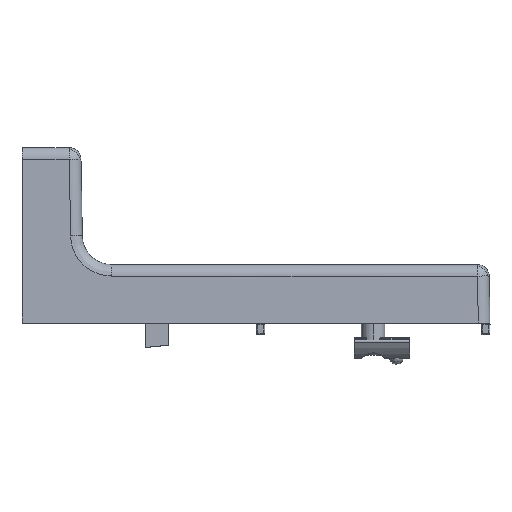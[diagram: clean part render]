
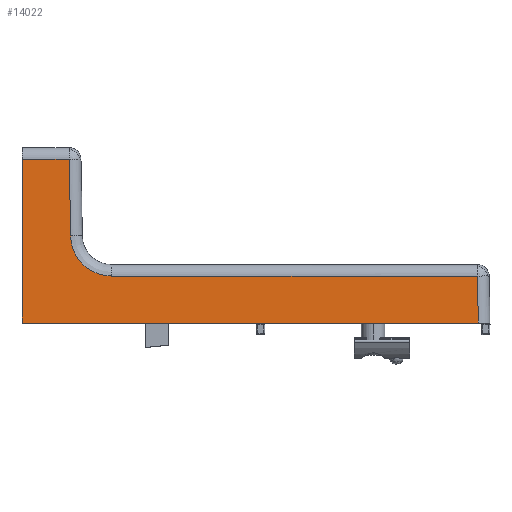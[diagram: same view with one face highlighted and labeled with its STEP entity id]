
A CAD part, top view. The second image highlights one B-rep face of the part: STEP entity #14022.
In plain terms, the highlighted planar face has unit normal (0, 0.018, 1).
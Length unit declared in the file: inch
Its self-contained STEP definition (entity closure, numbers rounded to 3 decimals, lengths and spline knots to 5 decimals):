
#106 = CARTESIAN_POINT ( 'NONE',  ( 0.70508, 0.94459, 0.73154 ) ) ;
#218 = CARTESIAN_POINT ( 'NONE',  ( 0.66165, 1.07403, 0.72928 ) ) ;
#361 = VECTOR ( 'NONE', #5928, 39.37008 ) ;
#1222 = LINE ( 'NONE', #21607, #361 ) ;
#1488 = PLANE ( 'NONE',  #23505 ) ;
#1499 = VECTOR ( 'NONE', #19160, 39.37008 ) ;
#1568 = ORIENTED_EDGE ( 'NONE', *, *, #30168, .F. ) ;
#2058 = ORIENTED_EDGE ( 'NONE', *, *, #32901, .T. ) ;
#2489 = CARTESIAN_POINT ( 'NONE',  ( 6.13071, 0.63267, 0.73699 ) ) ;
#2512 = CARTESIAN_POINT ( 'NONE',  ( 1.02988, 0.66003, 0.73651 ) ) ;
#2621 = CARTESIAN_POINT ( 'NONE',  ( 0.87146, 0.74101, 0.7351 ) ) ;
#2729 = CARTESIAN_POINT ( 'NONE',  ( 0.69522, 0.96658, 0.73116 ) ) ;
#2859 = CARTESIAN_POINT ( 'NONE',  ( 0.65126, 1.14084, 0.72812 ) ) ;
#3616 = CARTESIAN_POINT ( 'NONE',  ( 6.29921, 0., 0.74803 ) ) ;
#3788 = CARTESIAN_POINT ( 'NONE',  ( 0.63265, 2.20747, 0.7095 ) ) ;
#4063 = CARTESIAN_POINT ( 'NONE',  ( 0.65068, 1.17423, 0.72754 ) ) ;
#4116 = DIRECTION ( 'NONE',  ( 0., 0.017, 1. ) ) ;
#5093 = CARTESIAN_POINT ( 'NONE',  ( 1.00808, 0.66782, 0.73637 ) ) ;
#5208 = CARTESIAN_POINT ( 'NONE',  ( 0.80205, 0.80389, 0.734 ) ) ;
#5313 = CARTESIAN_POINT ( 'NONE',  ( 0.69299, 0.97188, 0.73107 ) ) ;
#5428 = CARTESIAN_POINT ( 'NONE',  ( 0., 2.20747, 0.7095 ) ) ;
#5731 = VERTEX_POINT ( 'NONE', #19911 ) ;
#5928 = DIRECTION ( 'NONE',  ( -1., 0., 0. ) ) ;
#6449 = LINE ( 'NONE', #27688, #20239 ) ;
#6482 = LINE ( 'NONE', #5428, #13330 ) ;
#6892 = EDGE_CURVE ( 'NONE', #5731, #9276, #6482, .T. ) ;
#7601 = CARTESIAN_POINT ( 'NONE',  ( 1.16015, 0.6338, 0.73697 ) ) ;
#7707 = CARTESIAN_POINT ( 'NONE',  ( 1.00292, 0.66979, 0.73634 ) ) ;
#7823 = CARTESIAN_POINT ( 'NONE',  ( 0.76282, 0.85027, 0.73319 ) ) ;
#7932 = CARTESIAN_POINT ( 'NONE',  ( 0.68538, 0.99035, 0.73074 ) ) ;
#9276 = VERTEX_POINT ( 'NONE', #28170 ) ;
#10197 = CARTESIAN_POINT ( 'NONE',  ( 1.11681, 0.63923, 0.73687 ) ) ;
#10308 = CARTESIAN_POINT ( 'NONE',  ( 0.98372, 0.6773, 0.73621 ) ) ;
#10412 = CARTESIAN_POINT ( 'NONE',  ( 0.74915, 0.86931, 0.73286 ) ) ;
#10426 = CARTESIAN_POINT ( 'NONE',  ( 1.20178, 0.63267, 0.73699 ) ) ;
#10526 = CARTESIAN_POINT ( 'NONE',  ( 0.66826, 1.04492, 0.72979 ) ) ;
#10907 = EDGE_CURVE ( 'NONE', #16175, #11254, #1222, .T. ) ;
#11254 = VERTEX_POINT ( 'NONE', #10426 ) ;
#11566 = ORIENTED_EDGE ( 'NONE', *, *, #28494, .T. ) ;
#12122 = DIRECTION ( 'NONE',  ( 0.017, -1., 0.017 ) ) ;
#12521 = FACE_OUTER_BOUND ( 'NONE', #22324, .T. ) ;
#12822 = CARTESIAN_POINT ( 'NONE',  ( 1.10653, 0.64096, 0.73684 ) ) ;
#12923 = CARTESIAN_POINT ( 'NONE',  ( 0.93048, 0.7039, 0.73574 ) ) ;
#12950 = VECTOR ( 'NONE', #20472, 39.37008 ) ;
#13038 = CARTESIAN_POINT ( 'NONE',  ( 0.74515, 0.87516, 0.73276 ) ) ;
#13148 = CARTESIAN_POINT ( 'NONE',  ( 0.66301, 1.06748, 0.7294 ) ) ;
#13330 = VECTOR ( 'NONE', #20976, 39.37008 ) ;
#13490 = ORIENTED_EDGE ( 'NONE', *, *, #6892, .T. ) ;
#13594 = VERTEX_POINT ( 'NONE', #24707 ) ;
#13780 = LINE ( 'NONE', #33406, #12950 ) ;
#14022 = ADVANCED_FACE ( 'NONE', ( #12521 ), #1488, .T. ) ;
#15323 = CARTESIAN_POINT ( 'NONE',  ( 1.18509, 0.63267, 0.73699 ) ) ;
#15426 = CARTESIAN_POINT ( 'NONE',  ( 1.10351, 0.6415, 0.73683 ) ) ;
#15439 = B_SPLINE_CURVE_WITH_KNOTS ( 'NONE', 3,
 ( #33373, #15323, #7601, #25745, #10197, #28350, #12822, #30934, #15426, #33473, #18063, #2512, #20641, #5093, #23262, #7707, #25851, #10308, #28461, #12923, #31042, #15541, #33596, #18169, #2621, #20763, #5208, #23371, #7823, #25978, #10412, #28557, #13038, #31154, #15653, #106, #18281, #2729, #20873, #5313, #23492, #7932, #26098, #10526, #28659, #13148, #31277, #15768, #218, #18390, #2859, #20978 ),
 .UNSPECIFIED., .F., .F.,
 ( 4, 1, 1, 1, 1, 2, 2, 1, 1, 1, 1, 2, 2, 1, 1, 1, 2, 2, 2, 1, 1, 1, 2, 2, 1, 1, 1, 1, 2, 2, 1, 1, 1, 1, 2, 2, 4 ),
 ( 0., 0.0625, 0.09375, 0.10938, 0.11719, 0.12109, 0.125, 0.1875, 0.21875, 0.23438, 0.24219, 0.24609, 0.25, 0.3125, 0.34375, 0.35938, 0.36719, 0.375, 0.5, 0.5625, 0.59375, 0.60938, 0.61719, 0.625, 0.6875, 0.71875, 0.73438, 0.74219, 0.74609, 0.75, 0.8125, 0.84375, 0.85938, 0.86719, 0.87109, 0.875, 1. ),
 .UNSPECIFIED. ) ;
#15541 = CARTESIAN_POINT ( 'NONE',  ( 0.9108, 0.71573, 0.73554 ) ) ;
#15653 = CARTESIAN_POINT ( 'NONE',  ( 0.71947, 0.91593, 0.73204 ) ) ;
#15768 = CARTESIAN_POINT ( 'NONE',  ( 0.66188, 1.07289, 0.7293 ) ) ;
#15828 = VECTOR ( 'NONE', #19143, 39.37008 ) ;
#16175 = VERTEX_POINT ( 'NONE', #2489 ) ;
#17142 = ORIENTED_EDGE ( 'NONE', *, *, #27758, .T. ) ;
#18063 = CARTESIAN_POINT ( 'NONE',  ( 1.05931, 0.65088, 0.73667 ) ) ;
#18123 = ORIENTED_EDGE ( 'NONE', *, *, #30970, .T. ) ;
#18169 = CARTESIAN_POINT ( 'NONE',  ( 0.90501, 0.71938, 0.73547 ) ) ;
#18281 = CARTESIAN_POINT ( 'NONE',  ( 0.69842, 0.9592, 0.73129 ) ) ;
#18390 = CARTESIAN_POINT ( 'NONE',  ( 0.65485, 1.10778, 0.7287 ) ) ;
#19143 = DIRECTION ( 'NONE',  ( -1., 0., 0. ) ) ;
#19160 = DIRECTION ( 'NONE',  ( 1., 0., 0. ) ) ;
#19654 = CARTESIAN_POINT ( 'NONE',  ( 6.29921, 0., 0.74803 ) ) ;
#19770 = VERTEX_POINT ( 'NONE', #4063 ) ;
#19911 = CARTESIAN_POINT ( 'NONE',  ( 0., 2.20747, 0.7095 ) ) ;
#20239 = VECTOR ( 'NONE', #12122, 39.37008 ) ;
#20472 = DIRECTION ( 'NONE',  ( -0.017, 1., -0.017 ) ) ;
#20641 = CARTESIAN_POINT ( 'NONE',  ( 1.01532, 0.66513, 0.73642 ) ) ;
#20763 = CARTESIAN_POINT ( 'NONE',  ( 0.84225, 0.76439, 0.73469 ) ) ;
#20873 = CARTESIAN_POINT ( 'NONE',  ( 0.69388, 0.96975, 0.7311 ) ) ;
#20976 = DIRECTION ( 'NONE',  ( 0., -1., 0.017 ) ) ;
#20978 = CARTESIAN_POINT ( 'NONE',  ( 0.65068, 1.17423, 0.72754 ) ) ;
#21607 = CARTESIAN_POINT ( 'NONE',  ( 6.29921, 0.63267, 0.73699 ) ) ;
#22244 = DIRECTION ( 'NONE',  ( 0., -1., 0.017 ) ) ;
#22324 = EDGE_LOOP ( 'NONE', ( #30218, #11566, #2058, #17142, #13490, #18123, #1568 ) ) ;
#23262 = CARTESIAN_POINT ( 'NONE',  ( 1.00498, 0.669, 0.73635 ) ) ;
#23371 = CARTESIAN_POINT ( 'NONE',  ( 0.78306, 0.82455, 0.73364 ) ) ;
#23492 = CARTESIAN_POINT ( 'NONE',  ( 0.69253, 0.97298, 0.73105 ) ) ;
#23505 = AXIS2_PLACEMENT_3D ( 'NONE', #19654, #4116, #22244 ) ;
#24707 = CARTESIAN_POINT ( 'NONE',  ( 6.14176, 0., 0.74803 ) ) ;
#25745 = CARTESIAN_POINT ( 'NONE',  ( 1.13123, 0.63709, 0.73691 ) ) ;
#25851 = CARTESIAN_POINT ( 'NONE',  ( 1.00193, 0.67018, 0.73633 ) ) ;
#25978 = CARTESIAN_POINT ( 'NONE',  ( 0.75318, 0.86354, 0.73296 ) ) ;
#26098 = CARTESIAN_POINT ( 'NONE',  ( 0.6765, 1.01523, 0.73031 ) ) ;
#27688 = CARTESIAN_POINT ( 'NONE',  ( 6.1418, -0.00275, 0.74808 ) ) ;
#27758 = EDGE_CURVE ( 'NONE', #30474, #5731, #29632, .T. ) ;
#28170 = CARTESIAN_POINT ( 'NONE',  ( 0., 0., 0.74803 ) ) ;
#28241 = LINE ( 'NONE', #3616, #1499 ) ;
#28350 = CARTESIAN_POINT ( 'NONE',  ( 1.10962, 0.64042, 0.73685 ) ) ;
#28461 = CARTESIAN_POINT ( 'NONE',  ( 0.95865, 0.68859, 0.73601 ) ) ;
#28494 = EDGE_CURVE ( 'NONE', #11254, #19770, #15439, .T. ) ;
#28557 = CARTESIAN_POINT ( 'NONE',  ( 0.74649, 0.87317, 0.73279 ) ) ;
#28659 = CARTESIAN_POINT ( 'NONE',  ( 0.66467, 1.05993, 0.72953 ) ) ;
#29404 = CARTESIAN_POINT ( 'NONE',  ( 6.29921, 2.20747, 0.7095 ) ) ;
#29632 = LINE ( 'NONE', #29404, #15828 ) ;
#30168 = EDGE_CURVE ( 'NONE', #16175, #13594, #6449, .T. ) ;
#30218 = ORIENTED_EDGE ( 'NONE', *, *, #10907, .T. ) ;
#30474 = VERTEX_POINT ( 'NONE', #3788 ) ;
#30934 = CARTESIAN_POINT ( 'NONE',  ( 1.10448, 0.64132, 0.73684 ) ) ;
#30970 = EDGE_CURVE ( 'NONE', #9276, #13594, #28241, .T. ) ;
#31042 = CARTESIAN_POINT ( 'NONE',  ( 0.91666, 0.7121, 0.7356 ) ) ;
#31154 = CARTESIAN_POINT ( 'NONE',  ( 0.73362, 0.89235, 0.73246 ) ) ;
#31277 = CARTESIAN_POINT ( 'NONE',  ( 0.66233, 1.07072, 0.72934 ) ) ;
#32901 = EDGE_CURVE ( 'NONE', #19770, #30474, #13780, .T. ) ;
#33373 = CARTESIAN_POINT ( 'NONE',  ( 1.20178, 0.63267, 0.73699 ) ) ;
#33406 = CARTESIAN_POINT ( 'NONE',  ( 0.65068, 1.17423, 0.72754 ) ) ;
#33473 = CARTESIAN_POINT ( 'NONE',  ( 1.08504, 0.64488, 0.73678 ) ) ;
#33596 = CARTESIAN_POINT ( 'NONE',  ( 0.90691, 0.71817, 0.7355 ) ) ;
